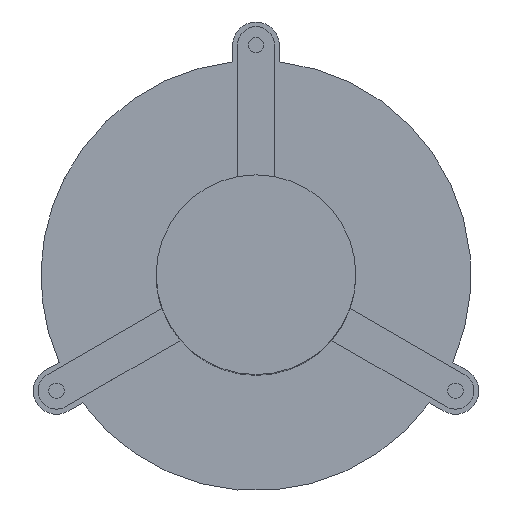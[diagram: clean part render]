
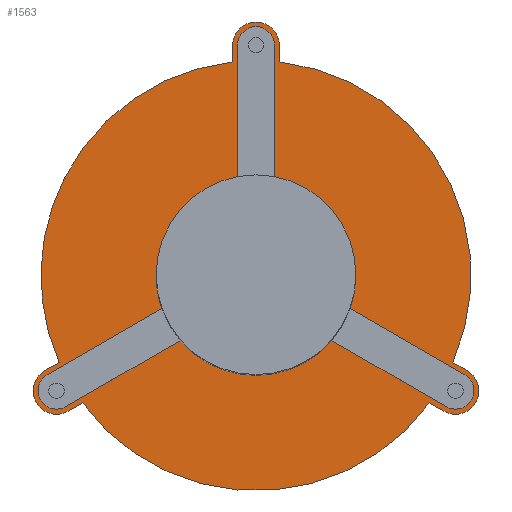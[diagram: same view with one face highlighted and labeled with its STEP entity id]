
A CAD part, top view. The second image highlights one B-rep face of the part: STEP entity #1563.
In plain terms, the highlighted face is planar.
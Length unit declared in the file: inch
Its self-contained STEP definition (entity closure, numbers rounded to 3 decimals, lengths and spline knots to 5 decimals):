
#5 = VERTEX_POINT ( 'NONE', #1964 ) ;
#9 = DIRECTION ( 'NONE',  ( 1., 0., 0. ) ) ;
#16 = EDGE_CURVE ( 'NONE', #298, #820, #215, .T. ) ;
#41 = VERTEX_POINT ( 'NONE', #1842 ) ;
#59 = CARTESIAN_POINT ( 'NONE',  ( 1.6238, -0.9375, 0. ) ) ;
#67 = DIRECTION ( 'NONE',  ( -1., 0., 0. ) ) ;
#71 = ORIENTED_EDGE ( 'NONE', *, *, #539, .F. ) ;
#74 = AXIS2_PLACEMENT_3D ( 'NONE', #1204, #179, #1384 ) ;
#86 = EDGE_CURVE ( 'NONE', #2197, #1996, #399, .T. ) ;
#97 = CARTESIAN_POINT ( 'NONE',  ( -0.19, 1.73991, 0. ) ) ;
#110 = VECTOR ( 'NONE', #118, 39.37008 ) ;
#114 = ORIENTED_EDGE ( 'NONE', *, *, #1350, .T. ) ;
#115 = VECTOR ( 'NONE', #139, 39.37008 ) ;
#118 = DIRECTION ( 'NONE',  ( 0., -1., 0. ) ) ;
#139 = DIRECTION ( 'NONE',  ( -0.866, 0.5, 0. ) ) ;
#166 = VECTOR ( 'NONE', #2182, 39.37008 ) ;
#179 = DIRECTION ( 'NONE',  ( 0., 0., 1. ) ) ;
#187 = AXIS2_PLACEMENT_3D ( 'NONE', #652, #1021, #9 ) ;
#213 = ORIENTED_EDGE ( 'NONE', *, *, #2115, .T. ) ;
#214 = AXIS2_PLACEMENT_3D ( 'NONE', #2107, #1079, #67 ) ;
#215 = CIRCLE ( 'NONE', #322, 0.19 ) ;
#230 = CIRCLE ( 'NONE', #74, 1.75 ) ;
#298 = VERTEX_POINT ( 'NONE', #1404 ) ;
#300 = EDGE_CURVE ( 'NONE', #2197, #2166, #1593, .T. ) ;
#304 = ORIENTED_EDGE ( 'NONE', *, *, #16, .T. ) ;
#322 = AXIS2_PLACEMENT_3D ( 'NONE', #2020, #981, #2181 ) ;
#355 = CARTESIAN_POINT ( 'NONE',  ( -1.7188, -0.77296, 0. ) ) ;
#380 = CARTESIAN_POINT ( 'NONE',  ( -1.60161, -0.7053, 0. ) ) ;
#399 = LINE ( 'NONE', #2013, #1943 ) ;
#414 = CARTESIAN_POINT ( 'NONE',  ( -0.19, 1.875, 0. ) ) ;
#478 = VERTEX_POINT ( 'NONE', #1631 ) ;
#501 = VERTEX_POINT ( 'NONE', #1976 ) ;
#518 = EDGE_CURVE ( 'NONE', #820, #999, #1436, .T. ) ;
#531 = ORIENTED_EDGE ( 'NONE', *, *, #1400, .T. ) ;
#539 = EDGE_CURVE ( 'NONE', #478, #5, #1495, .T. ) ;
#541 = AXIS2_PLACEMENT_3D ( 'NONE', #1741, #711, #1938 ) ;
#585 = DIRECTION ( 'NONE',  ( 0., 0., -1. ) ) ;
#611 = DIRECTION ( 'NONE',  ( -0.866, -0.5, 0. ) ) ;
#641 = DIRECTION ( 'NONE',  ( 0.866, -0.5, 0. ) ) ;
#642 = CIRCLE ( 'NONE', #1619, 1.75 ) ;
#652 = CARTESIAN_POINT ( 'NONE',  ( 0., 0., 0. ) ) ;
#711 = DIRECTION ( 'NONE',  ( 0., 0., 1. ) ) ;
#805 = CARTESIAN_POINT ( 'NONE',  ( -1.8138, -0.9375, 0. ) ) ;
#820 = VERTEX_POINT ( 'NONE', #805 ) ;
#826 = ORIENTED_EDGE ( 'NONE', *, *, #2184, .T. ) ;
#873 = EDGE_LOOP ( 'NONE', ( #2108, #71, #114, #304, #1837, #531, #900, #1344, #1101, #213, #1418, #1324, #1802, #826 ) ) ;
#900 = ORIENTED_EDGE ( 'NONE', *, *, #300, .F. ) ;
#919 = DIRECTION ( 'NONE',  ( 0., 1., 0. ) ) ;
#944 = CARTESIAN_POINT ( 'NONE',  ( 0., 0., 0. ) ) ;
#946 = DIRECTION ( 'NONE',  ( 1., 0., 0. ) ) ;
#965 = CARTESIAN_POINT ( 'NONE',  ( -1.36425, -1.00704, 0. ) ) ;
#977 = VERTEX_POINT ( 'NONE', #1561 ) ;
#981 = DIRECTION ( 'NONE',  ( 0., 0., -1. ) ) ;
#999 = VERTEX_POINT ( 'NONE', #355 ) ;
#1005 = CARTESIAN_POINT ( 'NONE',  ( 1.55425, -0.67796, 0. ) ) ;
#1011 = CIRCLE ( 'NONE', #1851, 0.19 ) ;
#1021 = DIRECTION ( 'NONE',  ( 0., 0., 1. ) ) ;
#1071 = DIRECTION ( 'NONE',  ( 0., 0., -1. ) ) ;
#1079 = DIRECTION ( 'NONE',  ( 0., 0., -1. ) ) ;
#1101 = ORIENTED_EDGE ( 'NONE', *, *, #1196, .T. ) ;
#1116 = LINE ( 'NONE', #1673, #115 ) ;
#1123 = DIRECTION ( 'NONE',  ( 1., 0., 0. ) ) ;
#1125 = CARTESIAN_POINT ( 'NONE',  ( 0., 0., 0. ) ) ;
#1131 = CARTESIAN_POINT ( 'NONE',  ( 0.19, 1.875, 0. ) ) ;
#1196 = EDGE_CURVE ( 'NONE', #1996, #977, #2152, .T. ) ;
#1204 = CARTESIAN_POINT ( 'NONE',  ( 0., 0., 0. ) ) ;
#1205 = VECTOR ( 'NONE', #641, 39.37008 ) ;
#1309 = LINE ( 'NONE', #1005, #1205 ) ;
#1318 = CARTESIAN_POINT ( 'NONE',  ( 0.19, 1.73971, 0. ) ) ;
#1324 = ORIENTED_EDGE ( 'NONE', *, *, #2111, .F. ) ;
#1344 = ORIENTED_EDGE ( 'NONE', *, *, #86, .T. ) ;
#1350 = EDGE_CURVE ( 'NONE', #478, #298, #1928, .T. ) ;
#1377 = EDGE_CURVE ( 'NONE', #1668, #5, #1116, .T. ) ;
#1384 = DIRECTION ( 'NONE',  ( 1., 0., 0. ) ) ;
#1400 = EDGE_CURVE ( 'NONE', #999, #2166, #1428, .T. ) ;
#1404 = CARTESIAN_POINT ( 'NONE',  ( -1.5288, -1.10204, 0. ) ) ;
#1418 = ORIENTED_EDGE ( 'NONE', *, *, #1618, .F. ) ;
#1428 = LINE ( 'NONE', #2021, #166 ) ;
#1436 = CIRCLE ( 'NONE', #1959, 0.19 ) ;
#1483 = VECTOR ( 'NONE', #611, 39.37008 ) ;
#1495 = CIRCLE ( 'NONE', #2185, 1.75 ) ;
#1534 = EDGE_CURVE ( 'NONE', #501, #41, #1309, .T. ) ;
#1538 = PLANE ( 'NONE',  #187 ) ;
#1561 = CARTESIAN_POINT ( 'NONE',  ( 0.19, 1.875, 0. ) ) ;
#1563 = ADVANCED_FACE ( 'NONE', ( #1610 ), #1538, .F. ) ;
#1593 = CIRCLE ( 'NONE', #541, 1.75 ) ;
#1610 = FACE_OUTER_BOUND ( 'NONE', #873, .T. ) ;
#1618 = EDGE_CURVE ( 'NONE', #1682, #1701, #230, .T. ) ;
#1619 = AXIS2_PLACEMENT_3D ( 'NONE', #1125, #2149, #946 ) ;
#1631 = CARTESIAN_POINT ( 'NONE',  ( -1.41181, -1.0345, 0. ) ) ;
#1638 = CARTESIAN_POINT ( 'NONE',  ( -1.6238, -0.9375, 0. ) ) ;
#1668 = VERTEX_POINT ( 'NONE', #2048 ) ;
#1673 = CARTESIAN_POINT ( 'NONE',  ( 1.5288, -1.10204, 0. ) ) ;
#1674 = CARTESIAN_POINT ( 'NONE',  ( 1.55615, 0.80071, 0. ) ) ;
#1682 = VERTEX_POINT ( 'NONE', #1674 ) ;
#1701 = VERTEX_POINT ( 'NONE', #1318 ) ;
#1741 = CARTESIAN_POINT ( 'NONE',  ( 0., 0., 0. ) ) ;
#1797 = DIRECTION ( 'NONE',  ( 0.5, -0.866, 0. ) ) ;
#1802 = ORIENTED_EDGE ( 'NONE', *, *, #1534, .T. ) ;
#1837 = ORIENTED_EDGE ( 'NONE', *, *, #518, .T. ) ;
#1842 = CARTESIAN_POINT ( 'NONE',  ( 1.7188, -0.77296, 0. ) ) ;
#1851 = AXIS2_PLACEMENT_3D ( 'NONE', #59, #1071, #2097 ) ;
#1925 = LINE ( 'NONE', #1131, #110 ) ;
#1928 = LINE ( 'NONE', #965, #1483 ) ;
#1938 = DIRECTION ( 'NONE',  ( 1., 0., 0. ) ) ;
#1943 = VECTOR ( 'NONE', #919, 39.37008 ) ;
#1959 = AXIS2_PLACEMENT_3D ( 'NONE', #1638, #585, #1797 ) ;
#1964 = CARTESIAN_POINT ( 'NONE',  ( 1.41178, -1.03449, 0. ) ) ;
#1976 = CARTESIAN_POINT ( 'NONE',  ( 1.60147, -0.70522, 0. ) ) ;
#1996 = VERTEX_POINT ( 'NONE', #414 ) ;
#2013 = CARTESIAN_POINT ( 'NONE',  ( -0.19, 1.685, 0. ) ) ;
#2020 = CARTESIAN_POINT ( 'NONE',  ( -1.6238, -0.9375, 0. ) ) ;
#2021 = CARTESIAN_POINT ( 'NONE',  ( -1.7188, -0.77296, 0. ) ) ;
#2048 = CARTESIAN_POINT ( 'NONE',  ( 1.5288, -1.10204, 0. ) ) ;
#2097 = DIRECTION ( 'NONE',  ( 0.5, 0.866, 0. ) ) ;
#2107 = CARTESIAN_POINT ( 'NONE',  ( 0., 1.875, 0. ) ) ;
#2108 = ORIENTED_EDGE ( 'NONE', *, *, #1377, .T. ) ;
#2111 = EDGE_CURVE ( 'NONE', #501, #1682, #642, .T. ) ;
#2115 = EDGE_CURVE ( 'NONE', #977, #1701, #1925, .T. ) ;
#2147 = DIRECTION ( 'NONE',  ( 0., 0., 1. ) ) ;
#2149 = DIRECTION ( 'NONE',  ( 0., 0., 1. ) ) ;
#2152 = CIRCLE ( 'NONE', #214, 0.19 ) ;
#2166 = VERTEX_POINT ( 'NONE', #380 ) ;
#2181 = DIRECTION ( 'NONE',  ( 0.5, -0.866, 0. ) ) ;
#2182 = DIRECTION ( 'NONE',  ( 0.866, 0.5, 0. ) ) ;
#2184 = EDGE_CURVE ( 'NONE', #41, #1668, #1011, .T. ) ;
#2185 = AXIS2_PLACEMENT_3D ( 'NONE', #944, #2147, #1123 ) ;
#2197 = VERTEX_POINT ( 'NONE', #97 ) ;
